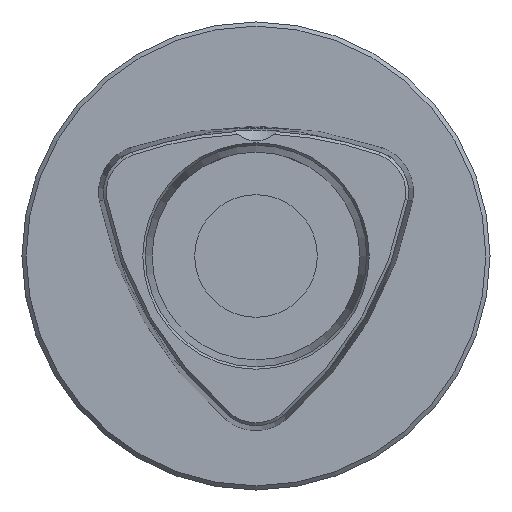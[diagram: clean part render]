
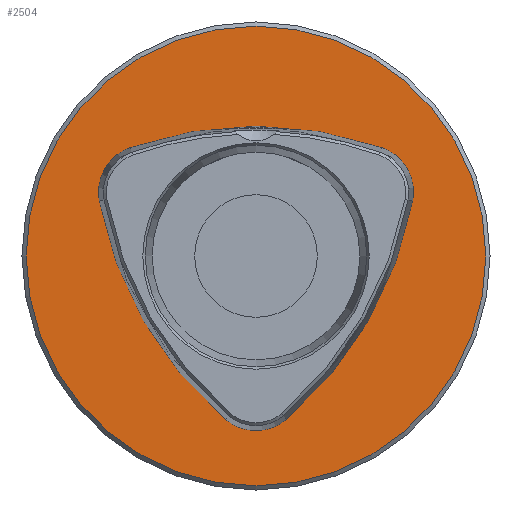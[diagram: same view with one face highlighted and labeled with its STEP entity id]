
A CAD part, left-side view. The second image highlights one B-rep face of the part: STEP entity #2504.
In plain terms, the highlighted planar face has unit normal (-1, 0, 0).
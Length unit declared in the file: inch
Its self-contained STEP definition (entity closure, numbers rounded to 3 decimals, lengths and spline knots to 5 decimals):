
#20=FACE_BOUND('',#856,.T.);
#707=FACE_OUTER_BOUND('',#855,.T.);
#855=EDGE_LOOP('',(#2309));
#856=EDGE_LOOP('',(#2310,#2311,#2312,#2313,#2314,#2315));
#889=CIRCLE('',#2634,2.);
#894=CIRCLE('',#2641,0.25);
#896=CIRCLE('',#2644,2.);
#898=CIRCLE('',#2647,0.25);
#900=CIRCLE('',#2650,0.25);
#902=CIRCLE('',#2653,2.);
#920=CIRCLE('',#2689,1.218);
#1138=VERTEX_POINT('',#5981);
#1139=VERTEX_POINT('',#5983);
#1146=VERTEX_POINT('',#6046);
#1148=VERTEX_POINT('',#6050);
#1150=VERTEX_POINT('',#6055);
#1152=VERTEX_POINT('',#6064);
#1170=VERTEX_POINT('',#6180);
#1497=EDGE_CURVE('',#1138,#1139,#889,.T.);
#1508=EDGE_CURVE('',#1148,#1146,#894,.T.);
#1511=EDGE_CURVE('',#1146,#1150,#896,.T.);
#1513=EDGE_CURVE('',#1150,#1138,#898,.T.);
#1516=EDGE_CURVE('',#1139,#1152,#900,.T.);
#1518=EDGE_CURVE('',#1152,#1148,#902,.T.);
#1552=EDGE_CURVE('',#1170,#1170,#920,.T.);
#2309=ORIENTED_EDGE('',*,*,#1552,.F.);
#2310=ORIENTED_EDGE('',*,*,#1508,.F.);
#2311=ORIENTED_EDGE('',*,*,#1518,.F.);
#2312=ORIENTED_EDGE('',*,*,#1516,.F.);
#2313=ORIENTED_EDGE('',*,*,#1497,.F.);
#2314=ORIENTED_EDGE('',*,*,#1513,.F.);
#2315=ORIENTED_EDGE('',*,*,#1511,.F.);
#2365=PLANE('',#2688);
#2504=ADVANCED_FACE('',(#707,#20),#2365,.F.);
#2634=AXIS2_PLACEMENT_3D('',#5984,#3005,#3006);
#2641=AXIS2_PLACEMENT_3D('',#6052,#3023,#3024);
#2644=AXIS2_PLACEMENT_3D('',#6058,#3030,#3031);
#2647=AXIS2_PLACEMENT_3D('',#6061,#3036,#3037);
#2650=AXIS2_PLACEMENT_3D('',#6067,#3043,#3044);
#2653=AXIS2_PLACEMENT_3D('',#6070,#3049,#3050);
#2688=AXIS2_PLACEMENT_3D('',#6179,#3131,#3132);
#2689=AXIS2_PLACEMENT_3D('',#6181,#3133,#3134);
#3005=DIRECTION('center_axis',(-1.,0.,0.));
#3006=DIRECTION('ref_axis',(0.,0.,-1.));
#3023=DIRECTION('center_axis',(-1.,0.,0.));
#3024=DIRECTION('ref_axis',(0.,0.,1.));
#3030=DIRECTION('center_axis',(-1.,0.,0.));
#3031=DIRECTION('ref_axis',(0.,0.,1.));
#3036=DIRECTION('center_axis',(-1.,0.,0.));
#3037=DIRECTION('ref_axis',(0.,0.,-1.));
#3043=DIRECTION('center_axis',(-1.,0.,0.));
#3044=DIRECTION('ref_axis',(0.,0.,-1.));
#3049=DIRECTION('center_axis',(-1.,0.,0.));
#3050=DIRECTION('ref_axis',(0.,0.,-1.));
#3131=DIRECTION('center_axis',(1.,0.,0.));
#3132=DIRECTION('ref_axis',(0.,0.,-1.));
#3133=DIRECTION('center_axis',(1.,0.,0.));
#3134=DIRECTION('ref_axis',(0.,0.,1.));
#5981=CARTESIAN_POINT('',(0.,-0.66808,0.57314));
#5983=CARTESIAN_POINT('',(0.,0.66808,0.57314));
#5984=CARTESIAN_POINT('Origin',(0.,0.,-1.31198));
#6046=CARTESIAN_POINT('',(0.,-0.16232,-0.86514));
#6050=CARTESIAN_POINT('',(0.,0.16232,-0.86514));
#6052=CARTESIAN_POINT('Origin',(0.,0.,-0.675));
#6055=CARTESIAN_POINT('',(0.,-0.83039,0.292));
#6058=CARTESIAN_POINT('Origin',(0.,1.13621,0.65599));
#6061=CARTESIAN_POINT('Origin',(0.,-0.58457,0.3375));
#6064=CARTESIAN_POINT('',(0.,0.83039,0.292));
#6067=CARTESIAN_POINT('Origin',(0.,0.58457,0.3375));
#6070=CARTESIAN_POINT('Origin',(0.,-1.13621,0.65599));
#6179=CARTESIAN_POINT('Origin',(0.,0.325,0.));
#6180=CARTESIAN_POINT('',(0.,0.,-1.218));
#6181=CARTESIAN_POINT('Origin',(0.,0.,0.));
